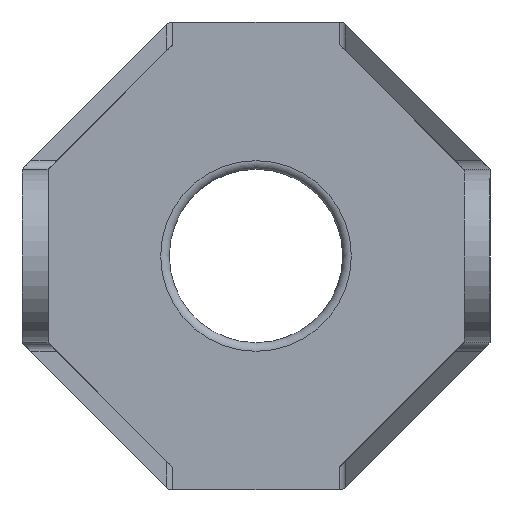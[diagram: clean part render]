
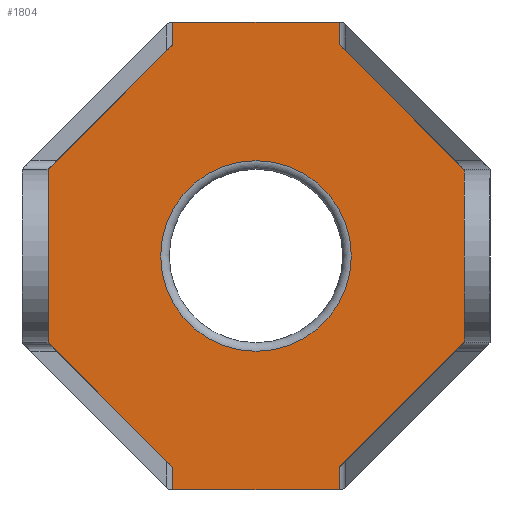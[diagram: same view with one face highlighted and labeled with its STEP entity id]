
A CAD part, left-side view. The second image highlights one B-rep face of the part: STEP entity #1804.
In plain terms, the highlighted planar face has unit normal (-1, 0, 0).
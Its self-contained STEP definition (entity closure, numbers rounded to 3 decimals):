
#59=LINE('',#2764,#163);
#60=LINE('',#2766,#164);
#61=LINE('',#2768,#165);
#62=LINE('',#2770,#166);
#63=LINE('',#2772,#167);
#64=LINE('',#2774,#168);
#65=LINE('',#2776,#169);
#66=LINE('',#2778,#170);
#67=LINE('',#2780,#171);
#68=LINE('',#2782,#172);
#69=LINE('',#2784,#173);
#70=LINE('',#2785,#174);
#163=VECTOR('',#2176,2.586);
#164=VECTOR('',#2177,19.172);
#165=VECTOR('',#2178,2.586);
#166=VECTOR('',#2179,20.385);
#167=VECTOR('',#2180,20.);
#168=VECTOR('',#2181,20.385);
#169=VECTOR('',#2182,2.586);
#170=VECTOR('',#2183,19.172);
#171=VECTOR('',#2184,2.586);
#172=VECTOR('',#2185,20.385);
#173=VECTOR('',#2186,20.);
#174=VECTOR('',#2187,20.385);
#256=PLANE('',#1915);
#354=FACE_BOUND('',#585,.T.);
#475=FACE_OUTER_BOUND('',#584,.T.);
#584=EDGE_LOOP('',(#1337,#1338,#1339,#1340,#1341,#1342,#1343,#1344,#1345,
#1346,#1347,#1348));
#585=EDGE_LOOP('',(#1349));
#805=CIRCLE('',#1914,11.);
#917=VERTEX_POINT('',#2759);
#918=VERTEX_POINT('',#2762);
#919=VERTEX_POINT('',#2763);
#920=VERTEX_POINT('',#2765);
#921=VERTEX_POINT('',#2767);
#922=VERTEX_POINT('',#2769);
#923=VERTEX_POINT('',#2771);
#924=VERTEX_POINT('',#2773);
#925=VERTEX_POINT('',#2775);
#926=VERTEX_POINT('',#2777);
#927=VERTEX_POINT('',#2779);
#928=VERTEX_POINT('',#2781);
#929=VERTEX_POINT('',#2783);
#1097=EDGE_CURVE('',#917,#917,#805,.T.);
#1098=EDGE_CURVE('',#918,#919,#59,.T.);
#1099=EDGE_CURVE('',#918,#920,#60,.T.);
#1100=EDGE_CURVE('',#921,#920,#61,.T.);
#1101=EDGE_CURVE('',#921,#922,#62,.T.);
#1102=EDGE_CURVE('',#922,#923,#63,.T.);
#1103=EDGE_CURVE('',#923,#924,#64,.T.);
#1104=EDGE_CURVE('',#925,#924,#65,.T.);
#1105=EDGE_CURVE('',#926,#925,#66,.T.);
#1106=EDGE_CURVE('',#927,#926,#67,.T.);
#1107=EDGE_CURVE('',#927,#928,#68,.T.);
#1108=EDGE_CURVE('',#929,#928,#69,.T.);
#1109=EDGE_CURVE('',#929,#919,#70,.T.);
#1337=ORIENTED_EDGE('',*,*,#1098,.F.);
#1338=ORIENTED_EDGE('',*,*,#1099,.T.);
#1339=ORIENTED_EDGE('',*,*,#1100,.F.);
#1340=ORIENTED_EDGE('',*,*,#1101,.T.);
#1341=ORIENTED_EDGE('',*,*,#1102,.T.);
#1342=ORIENTED_EDGE('',*,*,#1103,.T.);
#1343=ORIENTED_EDGE('',*,*,#1104,.F.);
#1344=ORIENTED_EDGE('',*,*,#1105,.F.);
#1345=ORIENTED_EDGE('',*,*,#1106,.F.);
#1346=ORIENTED_EDGE('',*,*,#1107,.T.);
#1347=ORIENTED_EDGE('',*,*,#1108,.F.);
#1348=ORIENTED_EDGE('',*,*,#1109,.T.);
#1349=ORIENTED_EDGE('',*,*,#1097,.F.);
#1804=ADVANCED_FACE('',(#475,#354),#256,.T.);
#1914=AXIS2_PLACEMENT_3D('',#2760,#2172,#2173);
#1915=AXIS2_PLACEMENT_3D('',#2761,#2174,#2175);
#2172=DIRECTION('center_axis',(-1.,0.,0.));
#2173=DIRECTION('ref_axis',(0.,0.,
1.));
#2174=DIRECTION('center_axis',(-1.,0.,0.));
#2175=DIRECTION('ref_axis',(0.,-1.,0.));
#2176=DIRECTION('',(0.,0.,1.));
#2177=DIRECTION('',(0.,-1.,0.));
#2178=DIRECTION('',(0.,0.,-1.));
#2179=DIRECTION('',(0.,-0.707,0.707));
#2180=DIRECTION('',(0.,0.,1.));
#2181=DIRECTION('',(0.,0.707,0.707));
#2182=DIRECTION('',(0.,0.,-1.));
#2183=DIRECTION('',(0.,-1.,0.));
#2184=DIRECTION('',(0.,0.,1.));
#2185=DIRECTION('',(0.,0.707,-0.707));
#2186=DIRECTION('',(0.,0.,1.));
#2187=DIRECTION('',(0.,-0.707,-0.707));
#2759=CARTESIAN_POINT('',(-26.,0.,16.));
#2760=CARTESIAN_POINT('Origin',(-26.,0.,27.));
#2761=CARTESIAN_POINT('Origin',(-26.,27.,0.));
#2762=CARTESIAN_POINT('',(-26.,9.586,0.));
#2763=CARTESIAN_POINT('',(-26.,9.586,2.586));
#2764=CARTESIAN_POINT('',(-26.,9.586,13.5));
#2765=CARTESIAN_POINT('',(-26.,-9.586,0.));
#2766=CARTESIAN_POINT('',(-26.,27.,0.));
#2767=CARTESIAN_POINT('',(-26.,-9.586,2.586));
#2768=CARTESIAN_POINT('',(-26.,-9.586,13.5));
#2769=CARTESIAN_POINT('',(-26.,-24.,17.));
#2770=CARTESIAN_POINT('',(-26.,-7.,0.));
#2771=CARTESIAN_POINT('',(-26.,-24.,37.));
#2772=CARTESIAN_POINT('',(-26.,-24.,0.));
#2773=CARTESIAN_POINT('',(-26.,-9.586,51.414));
#2774=CARTESIAN_POINT('',(-26.,-13.5,47.5));
#2775=CARTESIAN_POINT('',(-26.,-9.586,54.));
#2776=CARTESIAN_POINT('',(-26.,-9.586,13.5));
#2777=CARTESIAN_POINT('',(-26.,9.586,54.));
#2778=CARTESIAN_POINT('',(-26.,27.,54.));
#2779=CARTESIAN_POINT('',(-26.,9.586,51.414));
#2780=CARTESIAN_POINT('',(-26.,9.586,13.5));
#2781=CARTESIAN_POINT('',(-26.,24.,37.));
#2782=CARTESIAN_POINT('',(-26.,34.,27.));
#2783=CARTESIAN_POINT('',(-26.,24.,17.));
#2784=CARTESIAN_POINT('',(-26.,24.,0.));
#2785=CARTESIAN_POINT('',(-26.,13.5,6.5));
